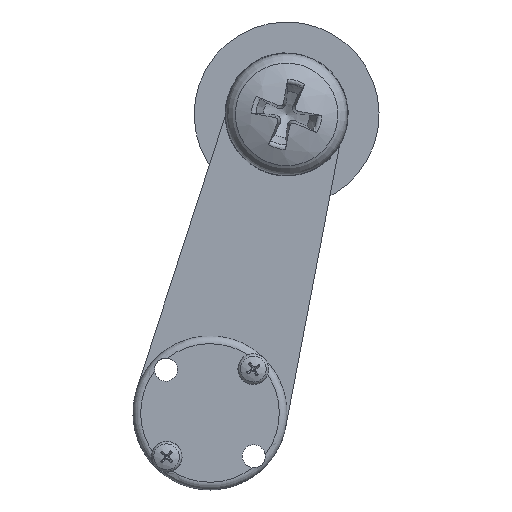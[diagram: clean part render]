
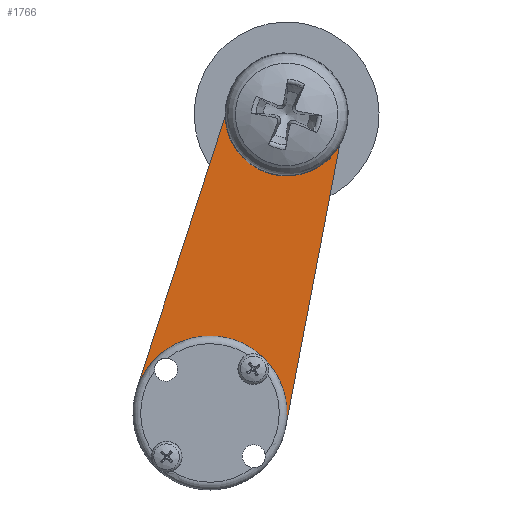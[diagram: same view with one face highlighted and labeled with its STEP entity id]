
A CAD part, left-side view. The second image highlights one B-rep face of the part: STEP entity #1766.
In plain terms, the highlighted face is planar.
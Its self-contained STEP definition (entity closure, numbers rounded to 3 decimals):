
#188=FACE_BOUND('',#371,.T.);
#189=FACE_BOUND('',#372,.T.);
#190=FACE_BOUND('',#373,.T.);
#191=FACE_BOUND('',#374,.T.);
#192=FACE_BOUND('',#375,.T.);
#193=FACE_BOUND('',#376,.T.);
#220=PLANE('',#2003);
#266=FACE_OUTER_BOUND('',#370,.T.);
#370=EDGE_LOOP('',(#1238,#1239,#1240,#1241));
#371=EDGE_LOOP('',(#1242));
#372=EDGE_LOOP('',(#1243));
#373=EDGE_LOOP('',(#1244));
#374=EDGE_LOOP('',(#1245));
#375=EDGE_LOOP('',(#1246));
#376=EDGE_LOOP('',(#1247));
#502=LINE('',#2833,#574);
#506=LINE('',#2845,#578);
#574=VECTOR('',#2272,10.);
#578=VECTOR('',#2284,10.);
#638=CIRCLE('',#1978,1.5);
#640=CIRCLE('',#1981,1.5);
#642=CIRCLE('',#1984,1.5);
#644=CIRCLE('',#1987,1.5);
#647=CIRCLE('',#1991,5.);
#649=CIRCLE('',#1994,5.);
#651=CIRCLE('',#1998,10.);
#653=CIRCLE('',#2002,7.5);
#754=VERTEX_POINT('',#2791);
#756=VERTEX_POINT('',#2797);
#758=VERTEX_POINT('',#2803);
#760=VERTEX_POINT('',#2809);
#763=VERTEX_POINT('',#2817);
#765=VERTEX_POINT('',#2823);
#768=VERTEX_POINT('',#2830);
#769=VERTEX_POINT('',#2832);
#771=VERTEX_POINT('',#2838);
#773=VERTEX_POINT('',#2844);
#931=EDGE_CURVE('',#754,#754,#638,.T.);
#934=EDGE_CURVE('',#756,#756,#640,.T.);
#937=EDGE_CURVE('',#758,#758,#642,.T.);
#940=EDGE_CURVE('',#760,#760,#644,.T.);
#945=EDGE_CURVE('',#763,#763,#647,.T.);
#948=EDGE_CURVE('',#765,#765,#649,.T.);
#951=EDGE_CURVE('',#769,#768,#502,.T.);
#954=EDGE_CURVE('',#771,#769,#651,.T.);
#957=EDGE_CURVE('',#773,#771,#506,.T.);
#960=EDGE_CURVE('',#768,#773,#653,.T.);
#1238=ORIENTED_EDGE('',*,*,#960,.T.);
#1239=ORIENTED_EDGE('',*,*,#957,.T.);
#1240=ORIENTED_EDGE('',*,*,#954,.T.);
#1241=ORIENTED_EDGE('',*,*,#951,.T.);
#1242=ORIENTED_EDGE('',*,*,#931,.T.);
#1243=ORIENTED_EDGE('',*,*,#934,.T.);
#1244=ORIENTED_EDGE('',*,*,#937,.T.);
#1245=ORIENTED_EDGE('',*,*,#940,.T.);
#1246=ORIENTED_EDGE('',*,*,#948,.T.);
#1247=ORIENTED_EDGE('',*,*,#945,.T.);
#1766=ADVANCED_FACE('',(#266,#188,#189,#190,#191,#192,#193),#220,.T.);
#1978=AXIS2_PLACEMENT_3D('',#2792,#2228,#2229);
#1981=AXIS2_PLACEMENT_3D('',#2798,#2235,#2236);
#1984=AXIS2_PLACEMENT_3D('',#2804,#2242,#2243);
#1987=AXIS2_PLACEMENT_3D('',#2810,#2249,#2250);
#1991=AXIS2_PLACEMENT_3D('',#2819,#2259,#2260);
#1994=AXIS2_PLACEMENT_3D('',#2825,#2266,#2267);
#1998=AXIS2_PLACEMENT_3D('',#2839,#2278,#2279);
#2002=AXIS2_PLACEMENT_3D('',#2849,#2290,#2291);
#2003=AXIS2_PLACEMENT_3D('',#2850,#2292,#2293);
#2228=DIRECTION('center_axis',(0.,0.,-1.));
#2229=DIRECTION('ref_axis',(1.,0.,0.));
#2235=DIRECTION('center_axis',(0.,0.,-1.));
#2236=DIRECTION('ref_axis',(1.,0.,0.));
#2242=DIRECTION('center_axis',(0.,0.,-1.));
#2243=DIRECTION('ref_axis',(1.,0.,0.));
#2249=DIRECTION('center_axis',(0.,0.,-1.));
#2250=DIRECTION('ref_axis',(1.,0.,0.));
#2259=DIRECTION('center_axis',(0.,0.,-1.));
#2260=DIRECTION('ref_axis',(-1.,0.,0.));
#2266=DIRECTION('center_axis',(0.,0.,-1.));
#2267=DIRECTION('ref_axis',(-1.,0.,0.));
#2272=DIRECTION('',(0.998,0.063,0.));
#2278=DIRECTION('center_axis',(0.,0.,1.));
#2279=DIRECTION('ref_axis',(1.,0.,0.));
#2284=DIRECTION('',(-0.998,0.063,0.));
#2290=DIRECTION('center_axis',(0.,0.,1.));
#2291=DIRECTION('ref_axis',(1.,0.,0.));
#2292=DIRECTION('center_axis',(0.,0.,1.));
#2293=DIRECTION('ref_axis',(1.,0.,0.));
#2791=CARTESIAN_POINT('',(-8.409,4.033,10.2));
#2792=CARTESIAN_POINT('Origin',(-6.909,4.033,10.2));
#2797=CARTESIAN_POINT('',(-5.533,-6.909,10.2));
#2798=CARTESIAN_POINT('Origin',(-4.033,-6.909,10.2));
#2803=CARTESIAN_POINT('',(2.533,6.909,10.2));
#2804=CARTESIAN_POINT('Origin',(4.033,6.909,10.2));
#2809=CARTESIAN_POINT('',(5.409,-4.033,10.2));
#2810=CARTESIAN_POINT('Origin',(6.909,-4.033,10.2));
#2817=CARTESIAN_POINT('',(5.,0.,10.2));
#2819=CARTESIAN_POINT('Origin',(0.,0.,10.2));
#2823=CARTESIAN_POINT('',(45.,0.,10.2));
#2825=CARTESIAN_POINT('Origin',(40.,0.,10.2));
#2830=CARTESIAN_POINT('',(40.469,-7.485,10.2));
#2832=CARTESIAN_POINT('',(0.625,-9.98,10.2));
#2833=CARTESIAN_POINT('',(0.625,-9.98,10.2));
#2838=CARTESIAN_POINT('',(0.625,9.98,10.2));
#2839=CARTESIAN_POINT('Origin',(0.,0.,10.2));
#2844=CARTESIAN_POINT('',(40.469,7.485,10.2));
#2845=CARTESIAN_POINT('',(40.469,7.485,10.2));
#2849=CARTESIAN_POINT('Origin',(40.,0.,10.2));
#2850=CARTESIAN_POINT('Origin',(18.75,0.,10.2));
